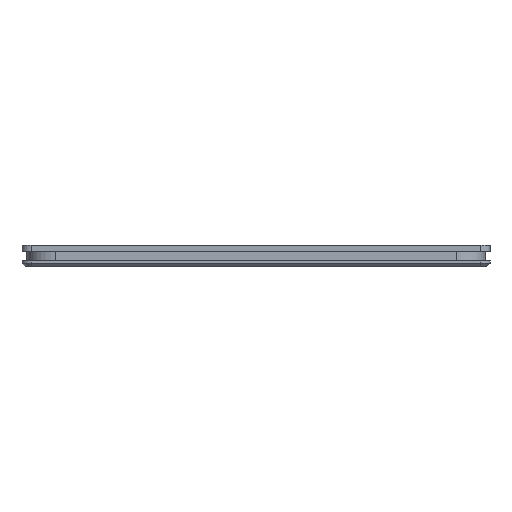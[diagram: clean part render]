
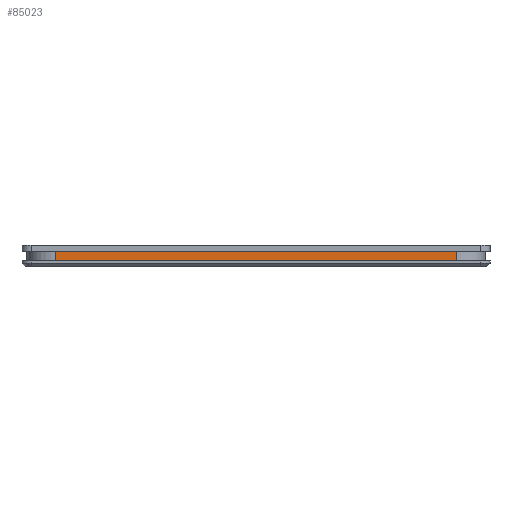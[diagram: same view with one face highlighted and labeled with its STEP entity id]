
A CAD part, front view. The second image highlights one B-rep face of the part: STEP entity #85023.
In plain terms, the highlighted planar face has unit normal (0, -1, 0).
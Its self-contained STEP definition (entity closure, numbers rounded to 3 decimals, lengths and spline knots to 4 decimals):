
#4465=DIRECTION('',(1.,0.,0.));
#4466=VECTOR('',#4465,3.462);
#4467=CARTESIAN_POINT('',(-1.7305,-1.9805,-0.054));
#4468=LINE('',#4467,#4466);
#33864=DIRECTION('',(0.,0.,1.));
#33865=VECTOR('',#33864,0.08);
#33866=CARTESIAN_POINT('',(1.7315,-1.9805,-0.134));
#33867=LINE('',#33866,#33865);
#33871=DIRECTION('',(1.,0.,0.));
#33872=VECTOR('',#33871,3.462);
#33873=CARTESIAN_POINT('',(-1.7305,-1.9805,-0.134));
#33874=LINE('',#33873,#33872);
#33878=DIRECTION('',(0.,0.,-1.));
#33879=VECTOR('',#33878,0.08);
#33880=CARTESIAN_POINT('',(-1.7305,-1.9805,-0.054));
#33881=LINE('',#33880,#33879);
#37597=CARTESIAN_POINT('',(1.7315,-1.9805,-0.134));
#37598=CARTESIAN_POINT('',(1.7315,-1.9805,-0.054));
#37599=VERTEX_POINT('',#37597);
#37600=VERTEX_POINT('',#37598);
#37613=CARTESIAN_POINT('',(-1.7305,-1.9805,-0.054));
#37614=CARTESIAN_POINT('',(-1.7305,-1.9805,-0.134));
#37615=VERTEX_POINT('',#37613);
#37616=VERTEX_POINT('',#37614);
#85010=CARTESIAN_POINT('',(-2.022,-1.9805,-0.134));
#85011=DIRECTION('',(0.,1.,0.));
#85012=DIRECTION('',(0.,0.,1.));
#85013=AXIS2_PLACEMENT_3D('',#85010,#85011,#85012);
#85014=PLANE('',#85013);
#85016=ORIENTED_EDGE('',*,*,#85015,.F.);
#85017=ORIENTED_EDGE('',*,*,#84991,.F.);
#85019=ORIENTED_EDGE('',*,*,#85018,.F.);
#85020=ORIENTED_EDGE('',*,*,#39352,.T.);
#85021=EDGE_LOOP('',(#85016,#85017,#85019,#85020));
#85022=FACE_OUTER_BOUND('',#85021,.F.);
#39352=EDGE_CURVE('',#37615,#37600,#4468,.T.);
#84991=EDGE_CURVE('',#37616,#37599,#33874,.T.);
#85015=EDGE_CURVE('',#37599,#37600,#33867,.T.);
#85018=EDGE_CURVE('',#37615,#37616,#33881,.T.);
#85023=ADVANCED_FACE('',(#85022),#85014,.F.);
